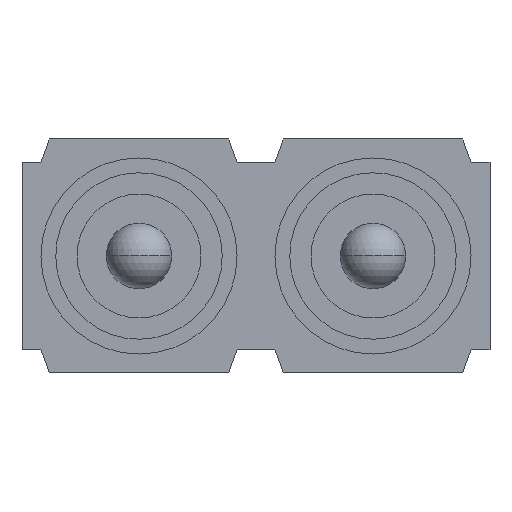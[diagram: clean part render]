
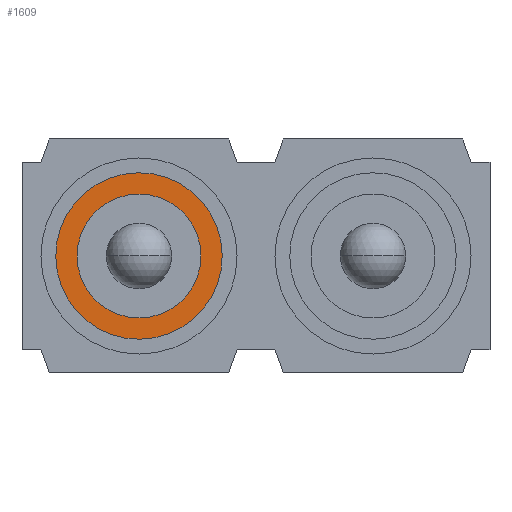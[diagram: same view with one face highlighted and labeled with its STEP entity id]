
A CAD part, front view. The second image highlights one B-rep face of the part: STEP entity #1609.
In plain terms, the highlighted face is planar.
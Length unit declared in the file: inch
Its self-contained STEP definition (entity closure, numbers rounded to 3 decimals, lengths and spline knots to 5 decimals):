
#32 = CARTESIAN_POINT ( 'NONE',  ( 0.125, 0., 0. ) ) ;
#51 = DIRECTION ( 'NONE',  ( 0., 0., -1. ) ) ;
#198 = DIRECTION ( 'NONE',  ( -1., 0., 0. ) ) ;
#234 = EDGE_CURVE ( 'NONE', #1375, #749, #1261, .T. ) ;
#423 = EDGE_CURVE ( 'NONE', #749, #1375, #493, .T. ) ;
#459 = ORIENTED_EDGE ( 'NONE', *, *, #1755, .F. ) ;
#493 = CIRCLE ( 'NONE', #1743, 0.028 ) ;
#513 = AXIS2_PLACEMENT_3D ( 'NONE', #764, #198, #51 ) ;
#518 = EDGE_LOOP ( 'NONE', ( #1034, #750 ) ) ;
#604 = DIRECTION ( 'NONE',  ( 0., -0.17, 0.986 ) ) ;
#615 = DIRECTION ( 'NONE',  ( 0., 0.17, -0.986 ) ) ;
#697 = AXIS2_PLACEMENT_3D ( 'NONE', #1815, #1672, #820 ) ;
#745 = DIRECTION ( 'NONE',  ( -1., 0., 0. ) ) ;
#749 = VERTEX_POINT ( 'NONE', #1116 ) ;
#750 = ORIENTED_EDGE ( 'NONE', *, *, #423, .T. ) ;
#751 = DIRECTION ( 'NONE',  ( -1., 0., 0. ) ) ;
#764 = CARTESIAN_POINT ( 'NONE',  ( 0.125, 0., 0. ) ) ;
#801 = CARTESIAN_POINT ( 'NONE',  ( 0.125, 0., 0.02085 ) ) ;
#820 = DIRECTION ( 'NONE',  ( 0., -0.17, 0.986 ) ) ;
#860 = CARTESIAN_POINT ( 'NONE',  ( 0.125, 0., 0. ) ) ;
#913 = CARTESIAN_POINT ( 'NONE',  ( 0.125, 0., 0. ) ) ;
#970 = EDGE_CURVE ( 'NONE', #1066, #1604, #1233, .T. ) ;
#1034 = ORIENTED_EDGE ( 'NONE', *, *, #234, .T. ) ;
#1066 = VERTEX_POINT ( 'NONE', #1691 ) ;
#1077 = CIRCLE ( 'NONE', #513, 0.02085 ) ;
#1116 = CARTESIAN_POINT ( 'NONE',  ( 0.125, 0.00475, -0.02759 ) ) ;
#1208 = CARTESIAN_POINT ( 'NONE',  ( 0.125, -0.00475, 0.02759 ) ) ;
#1222 = ORIENTED_EDGE ( 'NONE', *, *, #970, .F. ) ;
#1233 = CIRCLE ( 'NONE', #1677, 0.02085 ) ;
#1261 = CIRCLE ( 'NONE', #697, 0.028 ) ;
#1348 = AXIS2_PLACEMENT_3D ( 'NONE', #860, #1459, #615 ) ;
#1375 = VERTEX_POINT ( 'NONE', #1208 ) ;
#1376 = FACE_BOUND ( 'NONE', #1688, .T. ) ;
#1450 = FACE_OUTER_BOUND ( 'NONE', #518, .T. ) ;
#1459 = DIRECTION ( 'NONE',  ( 1., 0., 0. ) ) ;
#1604 = VERTEX_POINT ( 'NONE', #801 ) ;
#1609 = ADVANCED_FACE ( 'NONE', ( #1376, #1450 ), #1757, .F. ) ;
#1672 = DIRECTION ( 'NONE',  ( -1., 0., 0. ) ) ;
#1677 = AXIS2_PLACEMENT_3D ( 'NONE', #913, #751, #1790 ) ;
#1688 = EDGE_LOOP ( 'NONE', ( #1222, #459 ) ) ;
#1691 = CARTESIAN_POINT ( 'NONE',  ( 0.125, 0., -0.02085 ) ) ;
#1743 = AXIS2_PLACEMENT_3D ( 'NONE', #32, #745, #604 ) ;
#1755 = EDGE_CURVE ( 'NONE', #1604, #1066, #1077, .T. ) ;
#1757 = PLANE ( 'NONE',  #1348 ) ;
#1790 = DIRECTION ( 'NONE',  ( 0., 0., -1. ) ) ;
#1815 = CARTESIAN_POINT ( 'NONE',  ( 0.125, 0., 0. ) ) ;
